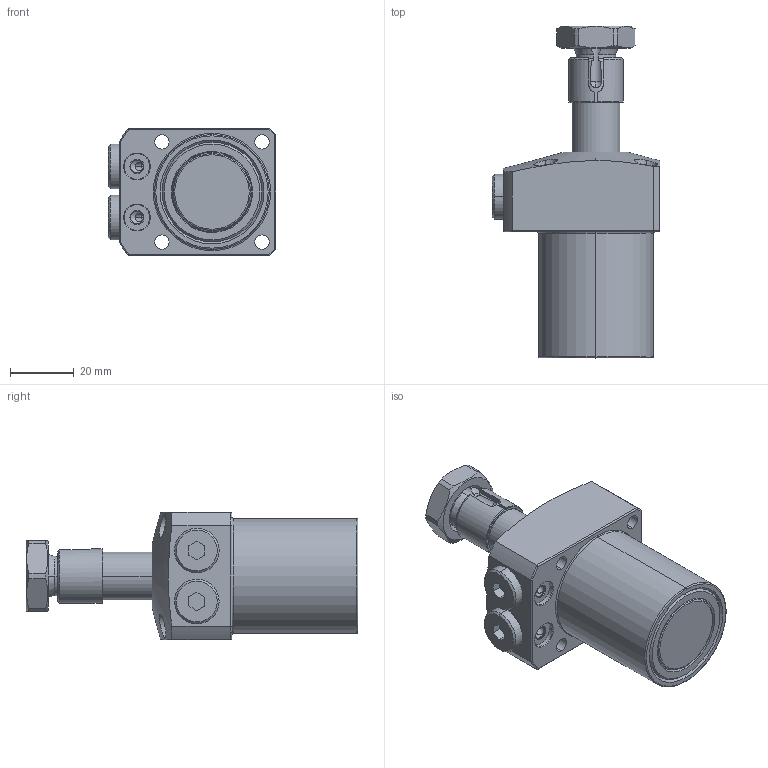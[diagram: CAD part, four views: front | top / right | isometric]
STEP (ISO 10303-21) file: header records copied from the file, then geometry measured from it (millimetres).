
FILE_DESCRIPTION (( 'STEP AP203' ), '1' );
FILE_NAME ('LHA0360-CR.STEP', '2018-12-15T03:37:47', ( '微软用户' ), ( '微软中国' ), 'SwSTEP 2.0', 'SolidWorks 2012', '' );
FILE_SCHEMA (( 'CONFIG_CONTROL_DESIGN' ));
Length unit declared in the file: millimetre
Products named in the file (7): LHA0360-楓羔_蹬怮椔); Gȼ__8; LHA0360-ů_; LHA0360-簸忣諍匏_; LHA0360-槭暌溛(蹬怮椔); LHA0360-CR; LHA0360-咂衝椳紕_蹬怮椔)
Assembly tree (7 placements, depth 2):
  LHA0360-CR
    LHA0360-槭暌溛(蹬怮椔)
    LHA0360-咂衝椳紕_蹬怮椔)
    LHA0360-楓羔_蹬怮椔)
    LHA0360-ů_
    LHA0360-簸忣諍匏_
    Gȼ__8  x2
Bounding box: 52.5 x 104 x 40 mm (x, y, z)
Volume: 90965.1 mm3; surface area: 21920.8 mm2
Topology: 7 solids, 7 shells, 238 faces, 567 edges, 355 vertices
Faces by surface type: cylinder 85, plane 77, cone 51, torus 23, sphere 2
Entity records: 8025 total; most frequent: CARTESIAN_POINT 2015, DIRECTION 1144, ORIENTED_EDGE 1074, EDGE_CURVE 537, AXIS2_PLACEMENT_3D 470, VERTEX_POINT 337, EDGE_LOOP 252, CIRCLE 235
